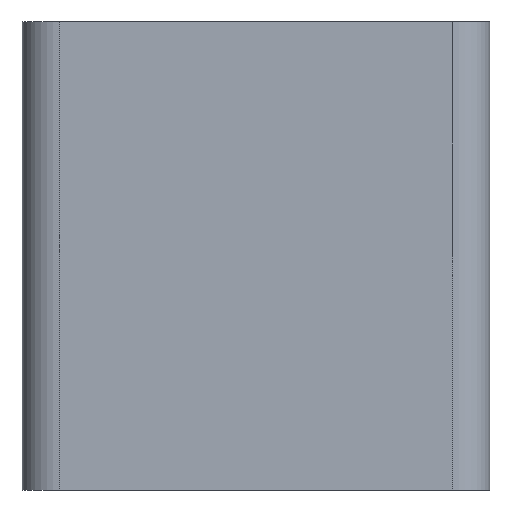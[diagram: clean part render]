
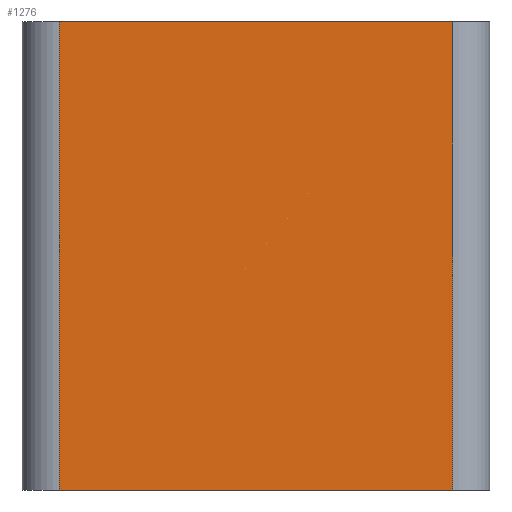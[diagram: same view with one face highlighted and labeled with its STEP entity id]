
A CAD part, left-side view. The second image highlights one B-rep face of the part: STEP entity #1276.
In plain terms, the highlighted planar face has unit normal (-1, 0, 0).
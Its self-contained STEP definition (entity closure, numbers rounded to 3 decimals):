
#126 = VECTOR ( 'NONE', #1530, 1000. ) ;
#263 = VECTOR ( 'NONE', #605, 1000. ) ;
#278 = VECTOR ( 'NONE', #602, 1000. ) ;
#311 = AXIS2_PLACEMENT_3D ( 'NONE', #635, #562, #591 ) ;
#325 = VECTOR ( 'NONE', #1743, 1000. ) ;
#447 = CARTESIAN_POINT ( 'NONE',  ( -30., 46., 25. ) ) ;
#511 = CARTESIAN_POINT ( 'NONE',  ( -30., 4., 25. ) ) ;
#562 = DIRECTION ( 'NONE',  ( 1., 0., 0. ) ) ;
#566 = LINE ( 'NONE', #511, #263 ) ;
#584 = PLANE ( 'NONE',  #311 ) ;
#591 = DIRECTION ( 'NONE',  ( 0., 0., -1. ) ) ;
#592 = LINE ( 'NONE', #447, #278 ) ;
#602 = DIRECTION ( 'NONE',  ( 0., 0., -1. ) ) ;
#605 = DIRECTION ( 'NONE',  ( 0., 0., -1. ) ) ;
#608 = FACE_OUTER_BOUND ( 'NONE', #779, .T. ) ;
#635 = CARTESIAN_POINT ( 'NONE',  ( -30., 4., 25. ) ) ;
#765 = ORIENTED_EDGE ( 'NONE', *, *, #1260, .T. ) ;
#779 = EDGE_LOOP ( 'NONE', ( #979, #939, #1061, #765 ) ) ;
#933 = CARTESIAN_POINT ( 'NONE',  ( -30., 46., 25. ) ) ;
#934 = CARTESIAN_POINT ( 'NONE',  ( -30., 46., -25. ) ) ;
#939 = ORIENTED_EDGE ( 'NONE', *, *, #1256, .F. ) ;
#965 = CARTESIAN_POINT ( 'NONE',  ( -30., 4., 25. ) ) ;
#979 = ORIENTED_EDGE ( 'NONE', *, *, #1297, .T. ) ;
#1019 = VERTEX_POINT ( 'NONE', #965 ) ;
#1056 = CARTESIAN_POINT ( 'NONE',  ( -30., 4., -25. ) ) ;
#1061 = ORIENTED_EDGE ( 'NONE', *, *, #1333, .F. ) ;
#1138 = VERTEX_POINT ( 'NONE', #1056 ) ;
#1183 = VERTEX_POINT ( 'NONE', #934 ) ;
#1185 = VERTEX_POINT ( 'NONE', #933 ) ;
#1256 = EDGE_CURVE ( 'NONE', #1019, #1138, #566, .T. ) ;
#1260 = EDGE_CURVE ( 'NONE', #1185, #1183, #592, .T. ) ;
#1276 = ADVANCED_FACE ( 'NONE', ( #608 ), #584, .F. ) ;
#1297 = EDGE_CURVE ( 'NONE', #1183, #1138, #1523, .T. ) ;
#1333 = EDGE_CURVE ( 'NONE', #1185, #1019, #1741, .T. ) ;
#1523 = LINE ( 'NONE', #1529, #126 ) ;
#1529 = CARTESIAN_POINT ( 'NONE',  ( -30., 4., -25. ) ) ;
#1530 = DIRECTION ( 'NONE',  ( 0., -1., 0. ) ) ;
#1741 = LINE ( 'NONE', #1742, #325 ) ;
#1742 = CARTESIAN_POINT ( 'NONE',  ( -30., 4., 25. ) ) ;
#1743 = DIRECTION ( 'NONE',  ( 0., -1., 0. ) ) ;
